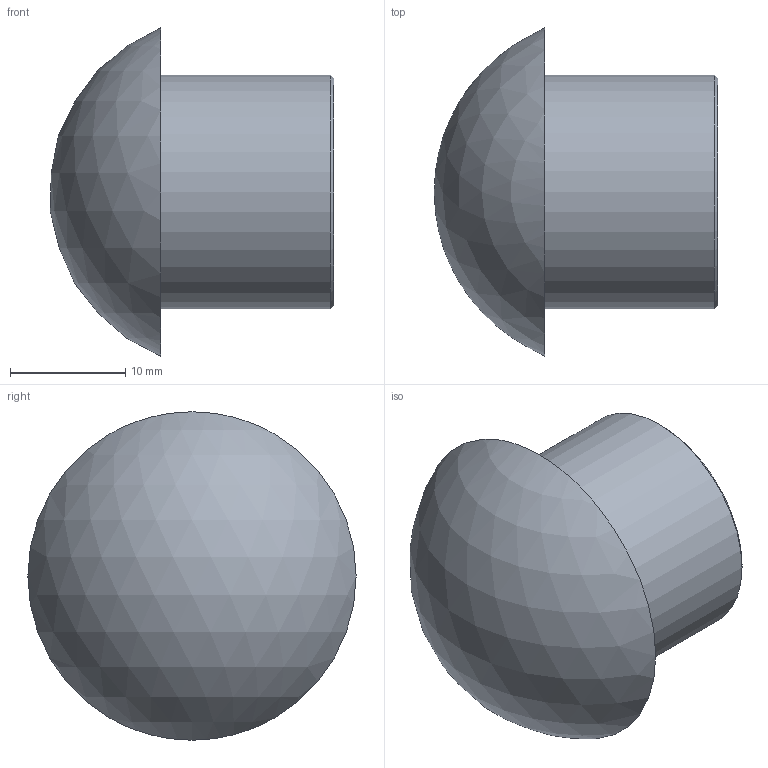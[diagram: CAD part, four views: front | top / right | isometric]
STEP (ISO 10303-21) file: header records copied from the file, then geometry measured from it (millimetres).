
FILE_DESCRIPTION(/* description */ ('Blindstopfen PG29 (12-20/13-20)'),/* implementation_level */ '2;1');
FILE_NAME(/* name */ '71007429DS-RST.stp',/* time_stamp */ '2022-02-08T14:41:13+01:00',/* author */ ('sl'),/* organization */ (''),/* preprocessor_version */ 'ST-DEVELOPER v16.5',/* originating_system */ 'Autodesk Inventor 2017',/* authorisation */ '');
FILE_SCHEMA (('AUTOMOTIVE_DESIGN { 1 0 10303 214 3 1 1 }'));
Length unit declared in the file: millimetre
Products named in the file (1): 71007429DS
Bounding box: 24.61 x 28.5 x 28.5 mm (x, y, z)
Volume: 5188.6 mm3; surface area: 3219.8 mm2
Topology: 1 solids, 1 shells, 9 faces, 15 edges, 10 vertices
Faces by surface type: plane 3, cylinder 2, cone 1, torus 1, bspline 1, sphere 1
Full cylindrical faces by diameter (mm): 16.8 x1, 20.3 x1
Entity records: 250 total; most frequent: CARTESIAN_POINT 59, DIRECTION 38, ORIENTED_EDGE 22, AXIS2_PLACEMENT_3D 19, EDGE_LOOP 15, EDGE_CURVE 11, CIRCLE 10, VERTEX_POINT 10
